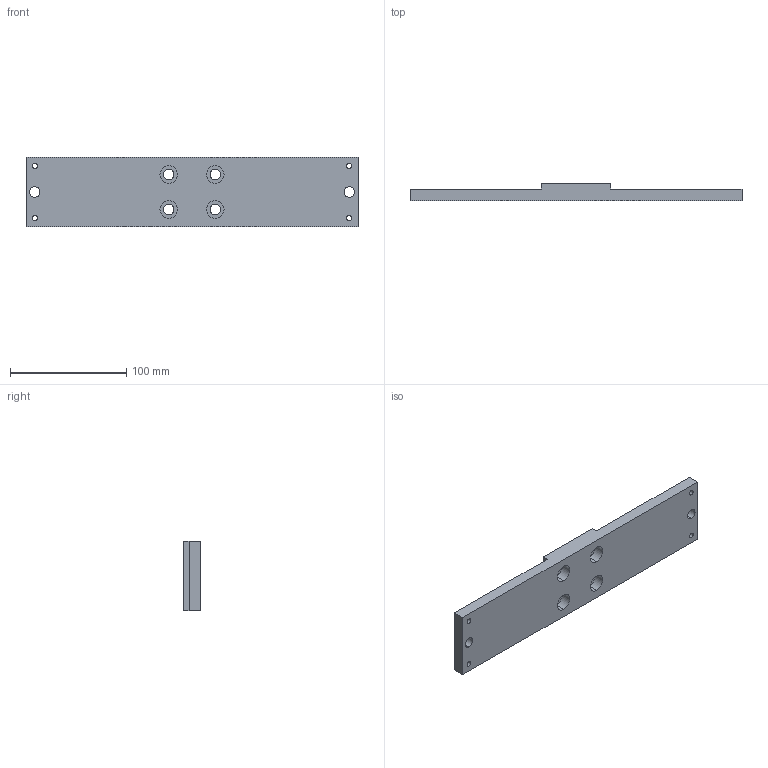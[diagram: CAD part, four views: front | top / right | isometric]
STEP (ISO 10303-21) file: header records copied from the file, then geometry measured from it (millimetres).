
FILE_DESCRIPTION (( 'STEP AP214' ), '1' );
FILE_NAME ('BOS-CT4400-530-A-Support fixation Pistolet Speedcoat_Base.STEP', '2023-04-11T14:52:32', ( '' ), ( '' ), 'SwSTEP 2.0', 'SolidWorks 2014', '' );
FILE_SCHEMA (( 'AUTOMOTIVE_DESIGN' ));
Length unit declared in the file: millimetre
Products named in the file (1): BOS-CT4400-530-A-Support fixation Pistolet Speedcoat_Base
Bounding box: 285 x 15 x 60 mm (x, y, z)
Volume: 178598.2 mm3; surface area: 45108.9 mm2
Topology: 1 solids, 1 shells, 54 faces, 132 edges, 88 vertices
Faces by surface type: cylinder 36, plane 18
Entity records: 1702 total; most frequent: DIRECTION 314, CARTESIAN_POINT 275, ORIENTED_EDGE 264, EDGE_CURVE 132, AXIS2_PLACEMENT_3D 127, VERTEX_POINT 88, EDGE_LOOP 82, CIRCLE 72
